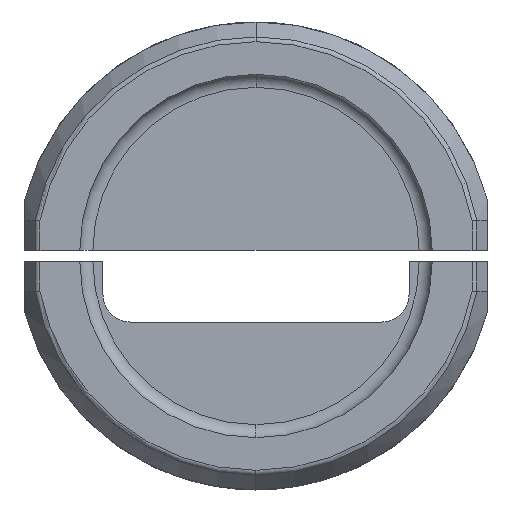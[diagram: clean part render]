
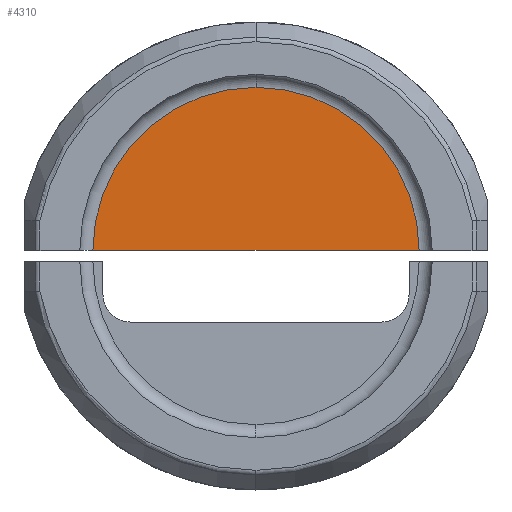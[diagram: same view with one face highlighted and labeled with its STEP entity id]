
A CAD part, front view. The second image highlights one B-rep face of the part: STEP entity #4310.
In plain terms, the highlighted planar face has unit normal (0, -1, 0).
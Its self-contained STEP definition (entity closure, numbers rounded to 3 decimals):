
#242 = EDGE_CURVE ( 'NONE', #3236, #4646, #12448, .T. ) ;
#946 = EDGE_LOOP ( 'NONE', ( #2447, #7175, #13687 ) ) ;
#1351 = CARTESIAN_POINT ( 'NONE',  ( 14.817, 1., 0. ) ) ;
#1780 = CARTESIAN_POINT ( 'NONE',  ( 0., 1., 0. ) ) ;
#2144 = CARTESIAN_POINT ( 'NONE',  ( -14.817, 1., 0. ) ) ;
#2447 = ORIENTED_EDGE ( 'NONE', *, *, #6151, .T. ) ;
#3017 = DIRECTION ( 'NONE',  ( 0., 0., -1. ) ) ;
#3236 = VERTEX_POINT ( 'NONE', #1351 ) ;
#3639 = CIRCLE ( 'NONE', #8894, 14.817 ) ;
#3982 = AXIS2_PLACEMENT_3D ( 'NONE', #12857, #11849, #3017 ) ;
#4174 = PLANE ( 'NONE',  #3982 ) ;
#4310 = ADVANCED_FACE ( 'NONE', ( #6393 ), #4174, .T. ) ;
#4646 = VERTEX_POINT ( 'NONE', #11099 ) ;
#5411 = VERTEX_POINT ( 'NONE', #2144 ) ;
#5625 = DIRECTION ( 'NONE',  ( 0., -1., 0. ) ) ;
#5847 = DIRECTION ( 'NONE',  ( 0., 0., -1. ) ) ;
#6151 = EDGE_CURVE ( 'NONE', #5411, #3236, #9327, .T. ) ;
#6393 = FACE_OUTER_BOUND ( 'NONE', #946, .T. ) ;
#7175 = ORIENTED_EDGE ( 'NONE', *, *, #242, .T. ) ;
#7307 = DIRECTION ( 'NONE',  ( 0., 0., -1. ) ) ;
#8894 = AXIS2_PLACEMENT_3D ( 'NONE', #1780, #12628, #7307 ) ;
#9327 = LINE ( 'NONE', #10211, #13090 ) ;
#10211 = CARTESIAN_POINT ( 'NONE',  ( 16., 1., 0. ) ) ;
#10880 = EDGE_CURVE ( 'NONE', #4646, #5411, #3639, .T. ) ;
#11074 = AXIS2_PLACEMENT_3D ( 'NONE', #12443, #5625, #5847 ) ;
#11099 = CARTESIAN_POINT ( 'NONE',  ( 0., 1., 14.817 ) ) ;
#11425 = DIRECTION ( 'NONE',  ( 1., 0., 0. ) ) ;
#11849 = DIRECTION ( 'NONE',  ( 0., -1., 0. ) ) ;
#12443 = CARTESIAN_POINT ( 'NONE',  ( 0., 1., 0. ) ) ;
#12448 = CIRCLE ( 'NONE', #11074, 14.817 ) ;
#12628 = DIRECTION ( 'NONE',  ( 0., -1., 0. ) ) ;
#12857 = CARTESIAN_POINT ( 'NONE',  ( 0., 1., 0. ) ) ;
#13090 = VECTOR ( 'NONE', #11425, 1000. ) ;
#13687 = ORIENTED_EDGE ( 'NONE', *, *, #10880, .T. ) ;
